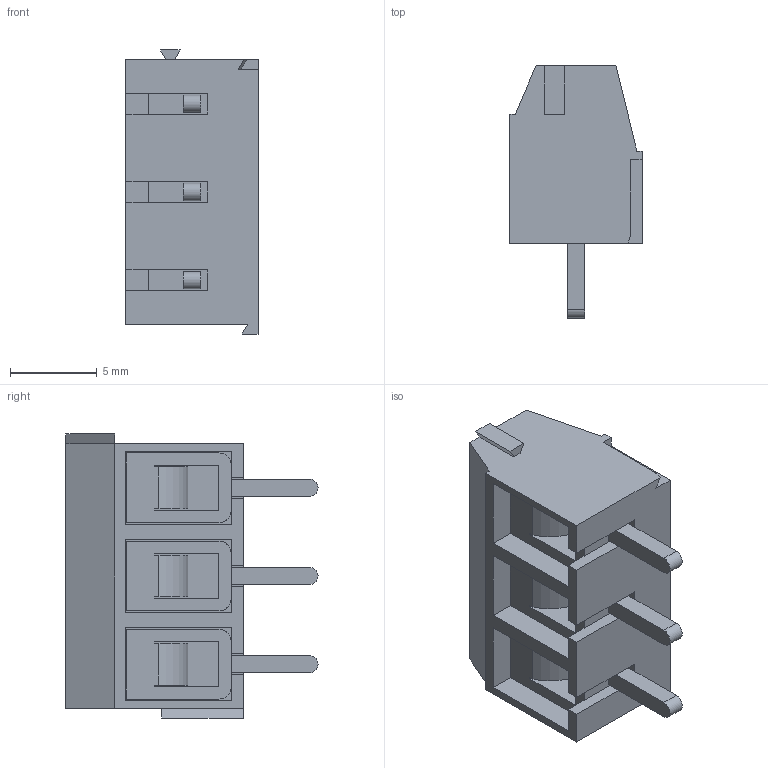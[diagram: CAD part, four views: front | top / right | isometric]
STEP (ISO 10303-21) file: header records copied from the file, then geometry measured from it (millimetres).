
FILE_DESCRIPTION( ( 'STEP AP203' ), '1' );
FILE_NAME( 'MBES1533-5,08-V.stp', ' ', ( ' ' ), ( ' ' ), 'PSStep 15.0.49', 'VISI 20.0', ' ' );
FILE_SCHEMA( ( 'AUTOMOTIVE_DESIGN { 1 0 10303 214 1 1 1 1 }' ) );
Length unit declared in the file: millimetre
Products named in the file (1): 1
Bounding box: 7.6 x 14.5 x 16.34 mm (x, y, z)
Volume: 791.3 mm3; surface area: 1702 mm2
Topology: 1 solids, 1 shells, 158 faces, 468 edges, 312 vertices
Faces by surface type: plane 131, cylinder 24, torus 3
Full cylindrical faces by diameter (mm): 3.2 x3
Entity records: 6489 total; most frequent: CARTESIAN_POINT 981, ORIENTED_EDGE 912, DIRECTION 822, EDGE_CURVE 456, LINE 384, VECTOR 384, VERTEX_POINT 306, AXIS2_PLACEMENT_3D 219
